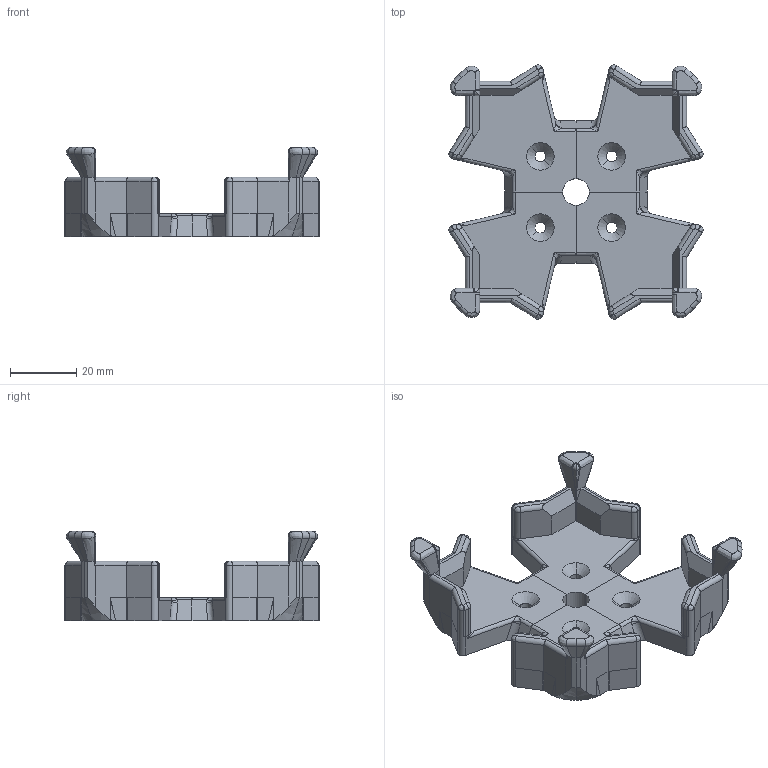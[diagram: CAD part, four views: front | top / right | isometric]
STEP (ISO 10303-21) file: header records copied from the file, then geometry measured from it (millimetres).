
FILE_DESCRIPTION(/* description */ (''),/* implementation_level */ '2;1');
FILE_NAME(/* name */ 'Cube_holder v5.step',/* time_stamp */ '2022-12-06T12:19:46-09:00',/* author */ (''),/* organization */ (''),/* preprocessor_version */ 'ST-DEVELOPER v19.2',/* originating_system */ 'Autodesk Translation Framework v11.17.0.187',/* authorisation */ '');
FILE_SCHEMA (('AUTOMOTIVE_DESIGN { 1 0 10303 214 3 1 1 }'));
Length unit declared in the file: millimetre
Products named in the file (1): Cube_holder
Bounding box: 76.77 x 76.77 x 27.01 mm (x, y, z)
Volume: 35427.7 mm3; surface area: 16503.2 mm2
Topology: 4 solids, 4 shells, 488 faces, 1244 edges, 732 vertices
Faces by surface type: plane 188, bspline 168, cylinder 124, cone 8
Entity records: 25167 total; most frequent: CARTESIAN_POINT 14587, ORIENTED_EDGE 2408, DIRECTION 1826, EDGE_CURVE 1204, VERTEX_POINT 724, LINE 624, VECTOR 624, AXIS2_PLACEMENT_3D 601
